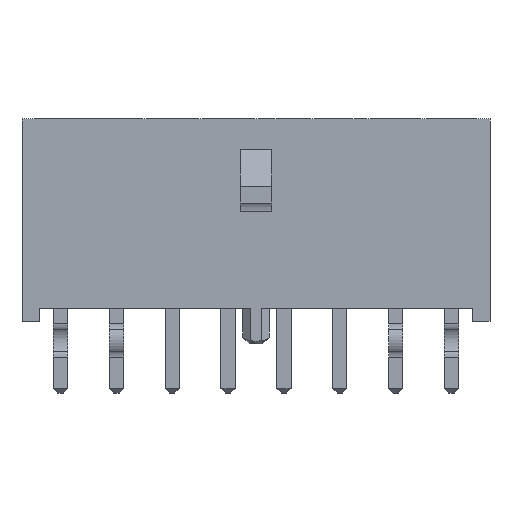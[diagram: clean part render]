
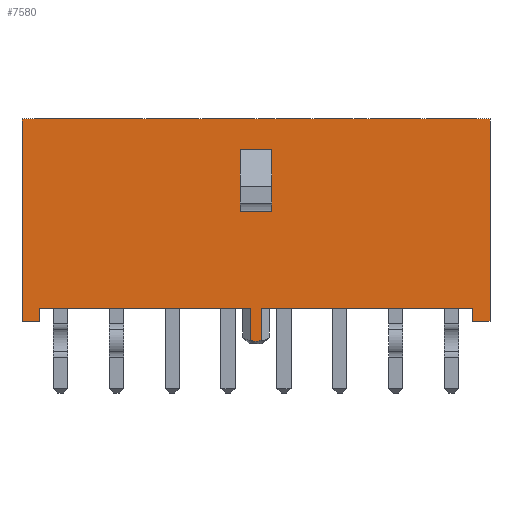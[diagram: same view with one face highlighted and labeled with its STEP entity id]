
A CAD part, front view. The second image highlights one B-rep face of the part: STEP entity #7580.
In plain terms, the highlighted face is planar.
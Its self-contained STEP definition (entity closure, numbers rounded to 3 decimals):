
#55=B_SPLINE_CURVE_WITH_KNOTS('',3,(#9959,#9960,#9961,#9962),
 .UNSPECIFIED.,.F.,.F.,(4,4),(0.,1.),.UNSPECIFIED.);
#727=ORIENTED_EDGE('',*,*,#1866,.F.);
#728=ORIENTED_EDGE('',*,*,#1860,.T.);
#729=ORIENTED_EDGE('',*,*,#1869,.T.);
#730=ORIENTED_EDGE('',*,*,#1855,.F.);
#731=ORIENTED_EDGE('',*,*,#1836,.T.);
#732=ORIENTED_EDGE('',*,*,#1832,.T.);
#733=ORIENTED_EDGE('',*,*,#1833,.T.);
#734=ORIENTED_EDGE('',*,*,#1774,.F.);
#735=ORIENTED_EDGE('',*,*,#1915,.T.);
#736=ORIENTED_EDGE('',*,*,#1938,.F.);
#737=ORIENTED_EDGE('',*,*,#1935,.T.);
#738=ORIENTED_EDGE('',*,*,#2033,.T.);
#739=ORIENTED_EDGE('',*,*,#1931,.F.);
#740=ORIENTED_EDGE('',*,*,#1937,.F.);
#741=ORIENTED_EDGE('',*,*,#1913,.F.);
#742=ORIENTED_EDGE('',*,*,#1762,.F.);
#1762=EDGE_CURVE('',#2522,#2523,#3016,.T.);
#1774=EDGE_CURVE('',#2534,#2519,#3028,.T.);
#1832=EDGE_CURVE('',#2583,#2585,#55,.T.);
#1833=EDGE_CURVE('',#2585,#2519,#3079,.T.);
#1836=EDGE_CURVE('',#2522,#2583,#3082,.T.);
#1855=EDGE_CURVE('',#2598,#2599,#3101,.T.);
#1860=EDGE_CURVE('',#2603,#2604,#3105,.T.);
#1866=EDGE_CURVE('',#2603,#2598,#3110,.T.);
#1869=EDGE_CURVE('',#2604,#2599,#3113,.T.);
#1913=EDGE_CURVE('',#2523,#2629,#3157,.T.);
#1915=EDGE_CURVE('',#2534,#2631,#3159,.T.);
#1931=EDGE_CURVE('',#2640,#2641,#3175,.T.);
#1935=EDGE_CURVE('',#2643,#2642,#3179,.T.);
#1937=EDGE_CURVE('',#2629,#2640,#3181,.T.);
#1938=EDGE_CURVE('',#2643,#2631,#3182,.T.);
#2033=EDGE_CURVE('',#2642,#2641,#3277,.T.);
#2519=VERTEX_POINT('',#9806);
#2522=VERTEX_POINT('',#9811);
#2523=VERTEX_POINT('',#9813);
#2534=VERTEX_POINT('',#9835);
#2583=VERTEX_POINT('',#9951);
#2585=VERTEX_POINT('',#9958);
#2598=VERTEX_POINT('',#10009);
#2599=VERTEX_POINT('',#10010);
#2603=VERTEX_POINT('',#10020);
#2604=VERTEX_POINT('',#10021);
#2629=VERTEX_POINT('',#10127);
#2631=VERTEX_POINT('',#10132);
#2640=VERTEX_POINT('',#10163);
#2641=VERTEX_POINT('',#10165);
#2642=VERTEX_POINT('',#10170);
#2643=VERTEX_POINT('',#10172);
#3016=LINE('',#9812,#3729);
#3028=LINE('',#9836,#3741);
#3079=LINE('',#9964,#3792);
#3082=LINE('',#9968,#3795);
#3101=LINE('',#10008,#3814);
#3105=LINE('',#10019,#3818);
#3110=LINE('',#10031,#3823);
#3113=LINE('',#10037,#3826);
#3157=LINE('',#10128,#3870);
#3159=LINE('',#10133,#3872);
#3175=LINE('',#10164,#3888);
#3179=LINE('',#10171,#3892);
#3181=LINE('',#10175,#3894);
#3182=LINE('',#10177,#3895);
#3277=LINE('',#10369,#3990);
#3729=VECTOR('',#8292,1000.);
#3741=VECTOR('',#8304,1000.);
#3792=VECTOR('',#8367,1000.);
#3795=VECTOR('',#8372,1000.);
#3814=VECTOR('',#8409,1000.);
#3818=VECTOR('',#8417,1000.);
#3823=VECTOR('',#8426,1000.);
#3826=VECTOR('',#8435,1000.);
#3870=VECTOR('',#8529,1000.);
#3872=VECTOR('',#8533,1000.);
#3888=VECTOR('',#8561,1000.);
#3892=VECTOR('',#8567,1000.);
#3894=VECTOR('',#8571,1000.);
#3895=VECTOR('',#8574,1000.);
#3990=VECTOR('',#8755,1000.);
#4474=EDGE_LOOP('',(#727,#728,#729,#730));
#4475=EDGE_LOOP('',(#731,#732,#733,#734,#735,#736,#737,#738,#739,#740,#741,
#742));
#4817=FACE_BOUND('',#4474,.T.);
#4818=FACE_BOUND('',#4475,.T.);
#5130=PLANE('',#7902);
#7580=ADVANCED_FACE('',(#4817,#4818),#5130,.F.);
#7902=AXIS2_PLACEMENT_3D('',#10368,#8753,#8754);
#8292=DIRECTION('',(-1.,0.,0.));
#8304=DIRECTION('',(-1.,0.,0.));
#8367=DIRECTION('',(0.,-1.,0.));
#8372=DIRECTION('',(0.,1.,0.));
#8409=DIRECTION('',(0.,-1.,0.));
#8417=DIRECTION('',(0.,-1.,0.));
#8426=DIRECTION('',(1.,0.,0.));
#8435=DIRECTION('',(1.,0.,0.));
#8529=DIRECTION('',(0.,1.,0.));
#8533=DIRECTION('',(0.,1.,0.));
#8561=DIRECTION('',(0.,-1.,0.));
#8567=DIRECTION('',(0.,-1.,0.));
#8571=DIRECTION('',(-1.,0.,0.));
#8574=DIRECTION('',(-1.,0.,0.));
#8753=DIRECTION('',(0.,0.,1.));
#8754=DIRECTION('',(1.,0.,0.));
#8755=DIRECTION('',(-1.,0.,0.));
#9806=CARTESIAN_POINT('',(0.239,8.46,-1.74));
#9811=CARTESIAN_POINT('',(-0.239,8.46,-1.74));
#9812=CARTESIAN_POINT('',(9.67,8.46,-1.74));
#9813=CARTESIAN_POINT('',(-9.67,8.46,-1.74));
#9835=CARTESIAN_POINT('',(9.67,8.46,-1.74));
#9836=CARTESIAN_POINT('',(9.67,8.46,-1.74));
#9951=CARTESIAN_POINT('',(-0.239,9.894,-1.74));
#9958=CARTESIAN_POINT('',(0.239,9.894,-1.74));
#9959=CARTESIAN_POINT('',(-0.239,9.894,-1.74));
#9960=CARTESIAN_POINT('',(-0.08,9.976,-1.74));
#9961=CARTESIAN_POINT('',(0.08,9.976,-1.74));
#9962=CARTESIAN_POINT('',(0.239,9.894,-1.74));
#9964=CARTESIAN_POINT('',(0.239,9.06,-1.74));
#9968=CARTESIAN_POINT('',(-0.239,9.06,-1.74));
#10008=CARTESIAN_POINT('',(0.7,1.36,-1.74));
#10009=CARTESIAN_POINT('',(0.7,4.16,-1.74));
#10010=CARTESIAN_POINT('',(0.7,1.36,-1.74));
#10019=CARTESIAN_POINT('',(-0.7,1.36,-1.74));
#10020=CARTESIAN_POINT('',(-0.7,4.16,-1.74));
#10021=CARTESIAN_POINT('',(-0.7,1.36,-1.74));
#10031=CARTESIAN_POINT('',(-0.7,4.16,-1.74));
#10037=CARTESIAN_POINT('',(-0.7,1.36,-1.74));
#10127=CARTESIAN_POINT('',(-9.67,9.06,-1.74));
#10128=CARTESIAN_POINT('',(-9.67,8.46,-1.74));
#10132=CARTESIAN_POINT('',(9.67,9.06,-1.74));
#10133=CARTESIAN_POINT('',(9.67,8.46,-1.74));
#10163=CARTESIAN_POINT('',(-10.47,9.06,-1.74));
#10164=CARTESIAN_POINT('',(-10.47,9.06,-1.74));
#10165=CARTESIAN_POINT('',(-10.47,0.,-1.74));
#10170=CARTESIAN_POINT('',(10.47,0.,-1.74));
#10171=CARTESIAN_POINT('',(10.47,9.06,-1.74));
#10172=CARTESIAN_POINT('',(10.47,9.06,-1.74));
#10175=CARTESIAN_POINT('',(10.47,9.06,-1.74));
#10177=CARTESIAN_POINT('',(10.47,9.06,-1.74));
#10368=CARTESIAN_POINT('',(10.47,9.06,-1.74));
#10369=CARTESIAN_POINT('',(10.47,0.,-1.74));
